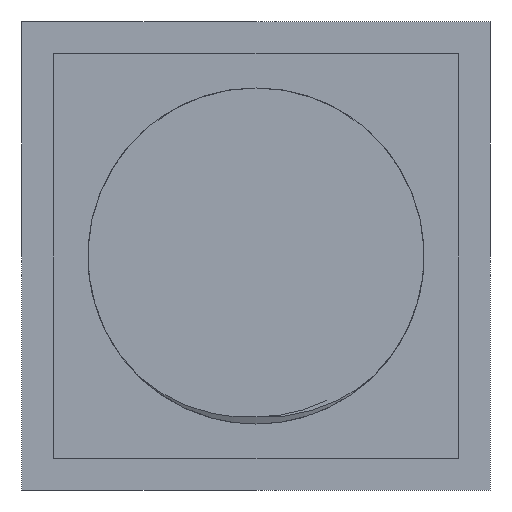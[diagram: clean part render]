
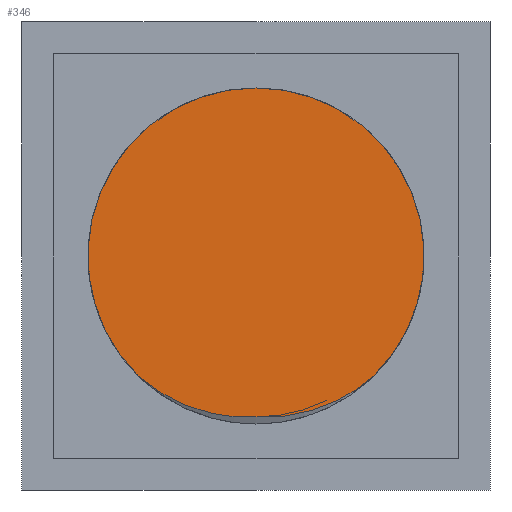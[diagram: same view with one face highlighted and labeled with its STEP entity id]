
A CAD part, front view. The second image highlights one B-rep face of the part: STEP entity #346.
In plain terms, the highlighted planar face has unit normal (0, -1, 0).
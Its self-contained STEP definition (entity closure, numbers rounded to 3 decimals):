
#7 = ORIENTED_EDGE ( 'NONE', *, *, #2882, .T. ) ;
#56 = CARTESIAN_POINT ( 'NONE',  ( 8.292, -30.5, -8.465 ) ) ;
#187 = CARTESIAN_POINT ( 'NONE',  ( 0.378, -30.5, -11.371 ) ) ;
#205 = CARTESIAN_POINT ( 'NONE',  ( 0.755, -30.5, -11.373 ) ) ;
#241 = DIRECTION ( 'NONE',  ( 0., 0., -1. ) ) ;
#247 = CARTESIAN_POINT ( 'NONE',  ( -8.292, -30.5, -8.465 ) ) ;
#315 = DIRECTION ( 'NONE',  ( 0., -1., 0. ) ) ;
#320 = CARTESIAN_POINT ( 'NONE',  ( 7.727, -30.5, -8.962 ) ) ;
#338 = CARTESIAN_POINT ( 'NONE',  ( 3.003, -30.5, -11.147 ) ) ;
#346 = ADVANCED_FACE ( 'NONE', ( #3256 ), #1929, .T. ) ;
#424 = CARTESIAN_POINT ( 'NONE',  ( 5.824, -30.5, -10.141 ) ) ;
#434 = CARTESIAN_POINT ( 'NONE',  ( 0., -30.5, -11.35 ) ) ;
#467 = CARTESIAN_POINT ( 'NONE',  ( 6.156, -30.5, -9.967 ) ) ;
#481 = CARTESIAN_POINT ( 'NONE',  ( -5.142, -30.5, -10.477 ) ) ;
#491 = B_SPLINE_CURVE_WITH_KNOTS ( 'NONE', 3,
 ( #1910, #2973, #2115, #3170, #2394, #2669, #481, #3452, #1028, #2134, #3187, #1923, #3284, #2506 ),
 .UNSPECIFIED., .F., .F.,
 ( 4, 2, 2, 2, 2, 2, 4 ),
 ( 0.005, 0.006, 0.007, 0.009, 0.01, 0.011, 0.014 ),
 .UNSPECIFIED. ) ;
#610 = CARTESIAN_POINT ( 'NONE',  ( 1.508, -30.5, -11.341 ) ) ;
#845 = AXIS2_PLACEMENT_3D ( 'NONE', #1641, #2169, #241 ) ;
#1015 = CARTESIAN_POINT ( 'NONE',  ( 5.14, -30.5, -10.458 ) ) ;
#1028 = CARTESIAN_POINT ( 'NONE',  ( -3.71, -30.5, -10.956 ) ) ;
#1075 = CARTESIAN_POINT ( 'NONE',  ( 0., -30.5, -11.35 ) ) ;
#1209 = AXIS2_PLACEMENT_3D ( 'NONE', #2530, #315, #2511 ) ;
#1384 = CARTESIAN_POINT ( 'NONE',  ( 0., -30.5, 11.85 ) ) ;
#1450 = CARTESIAN_POINT ( 'NONE',  ( 3.729, -30.5, -10.97 ) ) ;
#1452 = CARTESIAN_POINT ( 'NONE',  ( 8.292, -30.5, -8.465 ) ) ;
#1513 = B_SPLINE_CURVE_WITH_KNOTS ( 'NONE', 3,
 ( #434, #187, #205, #610, #2789, #338, #1450, #2532, #1015, #424, #467, #1714, #320, #1452 ),
 .UNSPECIFIED., .F., .F.,
 ( 4, 2, 2, 2, 2, 2, 4 ),
 ( 0., 0.001, 0.002, 0.005, 0.006, 0.007, 0.009 ),
 .UNSPECIFIED. ) ;
#1534 = EDGE_CURVE ( 'NONE', #1823, #2048, #1513, .T. ) ;
#1607 = ORIENTED_EDGE ( 'NONE', *, *, #2583, .T. ) ;
#1641 = CARTESIAN_POINT ( 'NONE',  ( 0., -30.5, 0. ) ) ;
#1714 = CARTESIAN_POINT ( 'NONE',  ( 7.122, -30.5, -9.4 ) ) ;
#1818 = VERTEX_POINT ( 'NONE', #1384 ) ;
#1823 = VERTEX_POINT ( 'NONE', #1075 ) ;
#1910 = CARTESIAN_POINT ( 'NONE',  ( -8.292, -30.5, -8.465 ) ) ;
#1923 = CARTESIAN_POINT ( 'NONE',  ( -1.504, -30.5, -11.359 ) ) ;
#1929 = PLANE ( 'NONE',  #845 ) ;
#1995 = ORIENTED_EDGE ( 'NONE', *, *, #2402, .T. ) ;
#2048 = VERTEX_POINT ( 'NONE', #56 ) ;
#2115 = CARTESIAN_POINT ( 'NONE',  ( -7.714, -30.5, -8.949 ) ) ;
#2134 = CARTESIAN_POINT ( 'NONE',  ( -2.98, -30.5, -11.133 ) ) ;
#2137 = ORIENTED_EDGE ( 'NONE', *, *, #1534, .T. ) ;
#2169 = DIRECTION ( 'NONE',  ( 0., -1., 0. ) ) ;
#2394 = CARTESIAN_POINT ( 'NONE',  ( -6.788, -30.5, -9.597 ) ) ;
#2402 = EDGE_CURVE ( 'NONE', #1818, #3357, #3504, .T. ) ;
#2506 = CARTESIAN_POINT ( 'NONE',  ( 0., -30.5, -11.35 ) ) ;
#2511 = DIRECTION ( 'NONE',  ( 0., 0., -1. ) ) ;
#2530 = CARTESIAN_POINT ( 'NONE',  ( 0., -30.5, 0. ) ) ;
#2532 = CARTESIAN_POINT ( 'NONE',  ( 4.789, -30.5, -10.6 ) ) ;
#2583 = EDGE_CURVE ( 'NONE', #2048, #1818, #2680, .T. ) ;
#2669 = CARTESIAN_POINT ( 'NONE',  ( -5.82, -30.5, -10.163 ) ) ;
#2680 = CIRCLE ( 'NONE', #3112, 11.85 ) ;
#2789 = CARTESIAN_POINT ( 'NONE',  ( 1.886, -30.5, -11.306 ) ) ;
#2828 = DIRECTION ( 'NONE',  ( 0., -1., 0. ) ) ;
#2843 = DIRECTION ( 'NONE',  ( 0., 0., -1. ) ) ;
#2874 = CARTESIAN_POINT ( 'NONE',  ( 0., -30.5, 0. ) ) ;
#2882 = EDGE_CURVE ( 'NONE', #3357, #1823, #491, .T. ) ;
#2973 = CARTESIAN_POINT ( 'NONE',  ( -8.01, -30.5, -8.713 ) ) ;
#3112 = AXIS2_PLACEMENT_3D ( 'NONE', #2874, #2828, #2843 ) ;
#3170 = CARTESIAN_POINT ( 'NONE',  ( -7.102, -30.5, -9.392 ) ) ;
#3187 = CARTESIAN_POINT ( 'NONE',  ( -2.613, -30.5, -11.203 ) ) ;
#3226 = EDGE_LOOP ( 'NONE', ( #7, #2137, #1607, #1995 ) ) ;
#3256 = FACE_OUTER_BOUND ( 'NONE', #3226, .T. ) ;
#3284 = CARTESIAN_POINT ( 'NONE',  ( -0.757, -30.5, -11.392 ) ) ;
#3357 = VERTEX_POINT ( 'NONE', #247 ) ;
#3452 = CARTESIAN_POINT ( 'NONE',  ( -4.074, -30.5, -10.849 ) ) ;
#3504 = CIRCLE ( 'NONE', #1209, 11.85 ) ;
